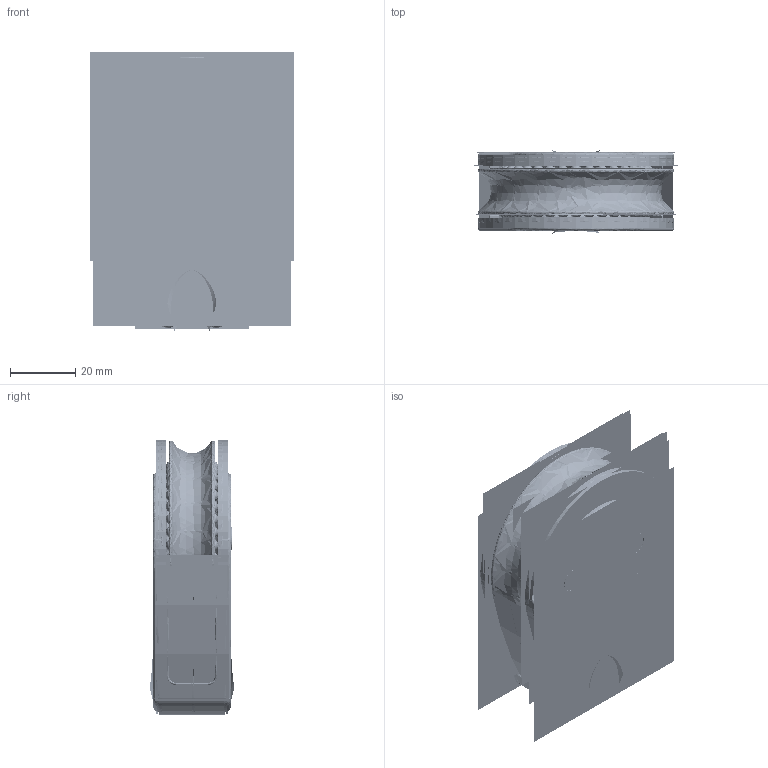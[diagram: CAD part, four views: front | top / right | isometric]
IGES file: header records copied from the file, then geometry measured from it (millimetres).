
Start section:  PTC IGES file: a9060_asm.igs
Global section: file name: a9060_asm.igs; native system: Creo Parametric by PTC Inc.; preprocessor: 2022164; author: ElwellD; organization: Unknown; date: 20230112.105209; units: millimetre
Bounding box: 62.43 x 25.91 x 85.26 mm (x, y, z)
Surface area: 297420.2 mm2 (no closed solid volume)
Topology: 0 solids, 0 shells, 3340 faces, 43984 edges, 57128 vertices
Faces by surface type: revolution 2360, bspline 980
